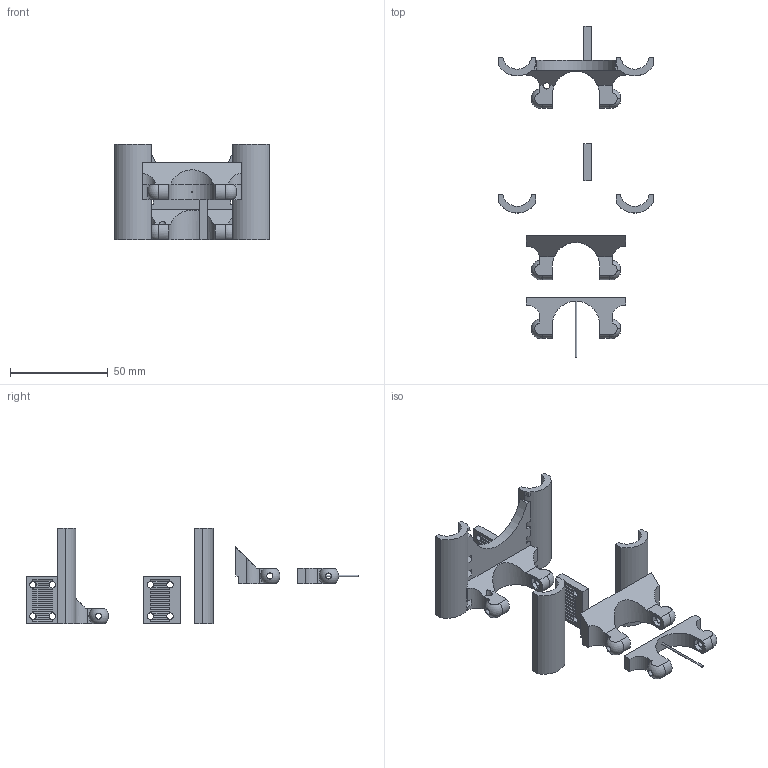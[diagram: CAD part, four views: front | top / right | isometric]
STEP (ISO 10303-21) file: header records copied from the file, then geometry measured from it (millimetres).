
FILE_DESCRIPTION(('FreeCAD Model'),'2;1');
FILE_NAME('Open CASCADE Shape Model','2026-02-24T18:15:38',(''),(''), 'Open CASCADE STEP processor 7.8','FreeCAD','Unknown');
FILE_SCHEMA(('AUTOMOTIVE_DESIGN { 1 0 10303 214 1 1 1 1 }'));
Length unit declared in the file: millimetre
Products named in the file (7): carriage_for_traxxas; Group001; Group003; Group004; difference006; cylinder079; Group025
Assembly tree (6 placements, depth 2):
  carriage_for_traxxas
    Group001
    Group003
    Group004
    difference006
    cylinder079
    Group025
Bounding box: 79 x 169.5 x 49 mm (x, y, z)
Volume: 39976.4 mm3; surface area: 25318.3 mm2
Topology: 7 solids, 7 shells, 322 faces, 973 edges, 658 vertices
Faces by surface type: plane 212, cylinder 89, sphere 18, bspline 3
Full cylindrical faces by diameter (mm): 1 x1, 3.1 x6, 3.3 x9
Entity records: 16364 total; most frequent: CARTESIAN_POINT 7297, ORIENTED_EDGE 1946, DIRECTION 1857, EDGE_CURVE 973, AXIS2_PLACEMENT_3D 662, VERTEX_POINT 658, LINE 533, VECTOR 533
